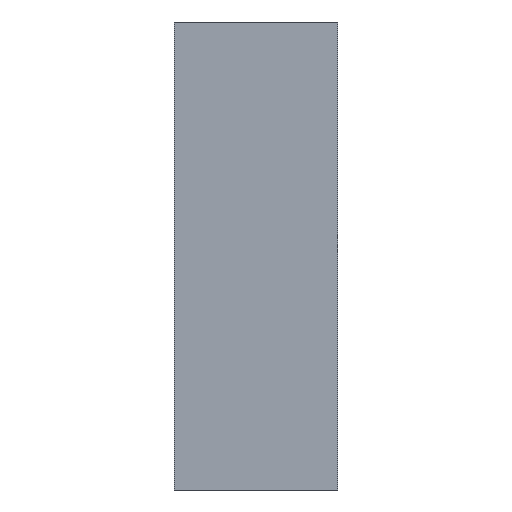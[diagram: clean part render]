
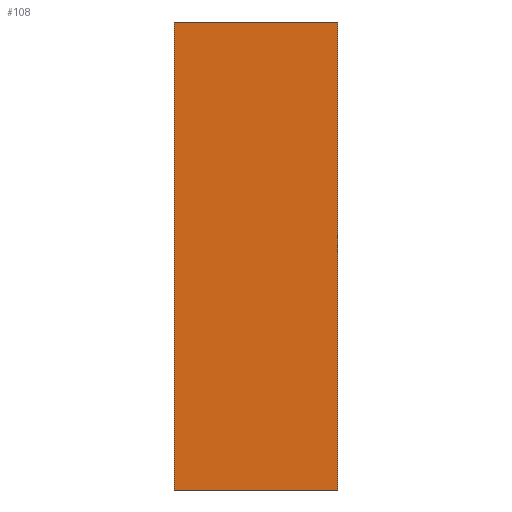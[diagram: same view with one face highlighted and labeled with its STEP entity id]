
A CAD part, front view. The second image highlights one B-rep face of the part: STEP entity #108.
In plain terms, the highlighted planar face has unit normal (0, -1, 0).
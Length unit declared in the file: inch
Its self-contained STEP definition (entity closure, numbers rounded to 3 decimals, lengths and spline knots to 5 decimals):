
#22=FACE_OUTER_BOUND('',#28,.T.);
#28=EDGE_LOOP('',(#93,#94,#95,#96));
#29=LINE('',#147,#41);
#33=LINE('',#155,#45);
#36=LINE('',#161,#48);
#39=LINE('',#166,#51);
#41=VECTOR('',#121,120.);
#45=VECTOR('',#127,42.);
#48=VECTOR('',#132,120.);
#51=VECTOR('',#137,42.);
#53=VERTEX_POINT('',#145);
#54=VERTEX_POINT('',#146);
#57=VERTEX_POINT('',#154);
#59=VERTEX_POINT('',#160);
#61=EDGE_CURVE('',#53,#54,#29,.T.);
#65=EDGE_CURVE('',#54,#57,#33,.T.);
#68=EDGE_CURVE('',#57,#59,#36,.T.);
#71=EDGE_CURVE('',#59,#53,#39,.T.);
#93=ORIENTED_EDGE('',*,*,#61,.F.);
#94=ORIENTED_EDGE('',*,*,#71,.F.);
#95=ORIENTED_EDGE('',*,*,#68,.F.);
#96=ORIENTED_EDGE('',*,*,#65,.F.);
#102=PLANE('',#116);
#108=ADVANCED_FACE('',(#22),#102,.T.);
#116=AXIS2_PLACEMENT_3D('',#169,#141,#142);
#121=DIRECTION('',(0.,0.,1.));
#127=DIRECTION('',(1.,0.,0.));
#132=DIRECTION('',(0.,0.,-1.));
#137=DIRECTION('',(-1.,0.,0.));
#141=DIRECTION('center_axis',(0.,-1.,0.));
#142=DIRECTION('ref_axis',(0.,0.,-1.));
#145=CARTESIAN_POINT('',(0.,0.,-120.));
#146=CARTESIAN_POINT('',(0.,0.,0.));
#147=CARTESIAN_POINT('',(0.,0.,0.));
#154=CARTESIAN_POINT('',(42.,0.,0.));
#155=CARTESIAN_POINT('',(0.,0.,0.));
#160=CARTESIAN_POINT('',(42.,0.,-120.));
#161=CARTESIAN_POINT('',(42.,0.,0.));
#166=CARTESIAN_POINT('',(0.,0.,-120.));
#169=CARTESIAN_POINT('Origin',(0.,0.,-120.));
